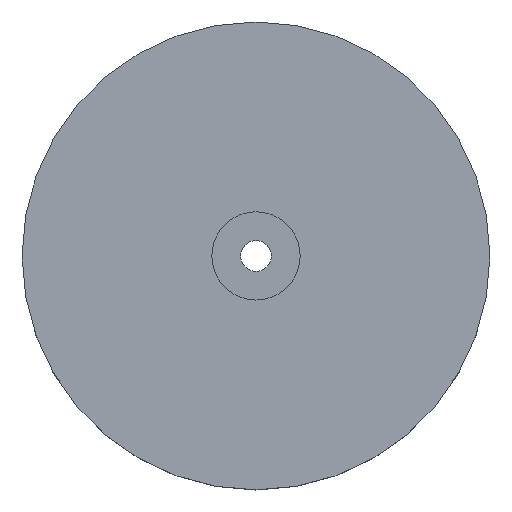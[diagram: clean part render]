
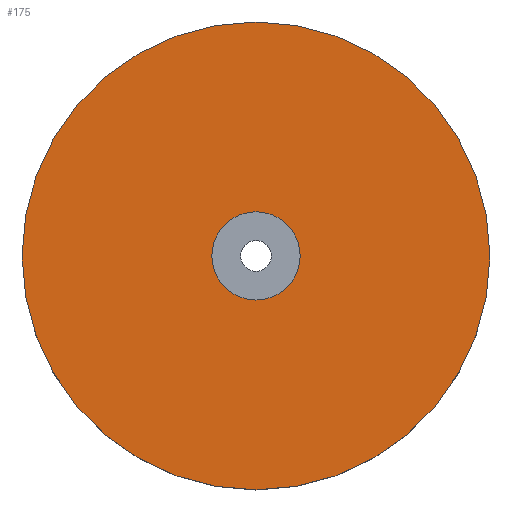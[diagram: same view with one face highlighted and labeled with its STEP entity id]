
A CAD part, top view. The second image highlights one B-rep face of the part: STEP entity #175.
In plain terms, the highlighted planar face has unit normal (0, 0, 1).
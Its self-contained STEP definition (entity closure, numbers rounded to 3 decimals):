
#13 = CIRCLE ( 'NONE', #409, 79.5 ) ;
#17 = PLANE ( 'NONE',  #126 ) ;
#20 = CARTESIAN_POINT ( 'NONE',  ( 0., 0., 30. ) ) ;
#31 = CARTESIAN_POINT ( 'NONE',  ( -79.5, 0., 30. ) ) ;
#38 = EDGE_LOOP ( 'NONE', ( #124, #142 ) ) ;
#59 = DIRECTION ( 'NONE',  ( 1., 0., 0. ) ) ;
#86 = DIRECTION ( 'NONE',  ( 0., 0., 1. ) ) ;
#90 = DIRECTION ( 'NONE',  ( 0., 0., 1. ) ) ;
#94 = CARTESIAN_POINT ( 'NONE',  ( 0., 0., 30. ) ) ;
#117 = VERTEX_POINT ( 'NONE', #302 ) ;
#120 = CARTESIAN_POINT ( 'NONE',  ( 79.5, 0., 30. ) ) ;
#124 = ORIENTED_EDGE ( 'NONE', *, *, #206, .F. ) ;
#126 = AXIS2_PLACEMENT_3D ( 'NONE', #20, #145, #242 ) ;
#138 = CIRCLE ( 'NONE', #355, 79.5 ) ;
#142 = ORIENTED_EDGE ( 'NONE', *, *, #194, .F. ) ;
#145 = DIRECTION ( 'NONE',  ( 0., 0., 1. ) ) ;
#147 = CARTESIAN_POINT ( 'NONE',  ( 0., 0., 30. ) ) ;
#153 = ORIENTED_EDGE ( 'NONE', *, *, #301, .T. ) ;
#175 = ADVANCED_FACE ( 'NONE', ( #303, #253 ), #17, .T. ) ;
#186 = CARTESIAN_POINT ( 'NONE',  ( 15., 0., 30. ) ) ;
#190 = AXIS2_PLACEMENT_3D ( 'NONE', #147, #86, #210 ) ;
#194 = EDGE_CURVE ( 'NONE', #281, #117, #353, .T. ) ;
#206 = EDGE_CURVE ( 'NONE', #117, #281, #365, .T. ) ;
#209 = AXIS2_PLACEMENT_3D ( 'NONE', #94, #90, #59 ) ;
#210 = DIRECTION ( 'NONE',  ( 1., 0., 0. ) ) ;
#215 = DIRECTION ( 'NONE',  ( 0., 0., 1. ) ) ;
#242 = DIRECTION ( 'NONE',  ( 1., 0., 0. ) ) ;
#249 = VERTEX_POINT ( 'NONE', #31 ) ;
#250 = DIRECTION ( 'NONE',  ( 1., 0., 0. ) ) ;
#251 = CARTESIAN_POINT ( 'NONE',  ( 0., 0., 30. ) ) ;
#253 = FACE_OUTER_BOUND ( 'NONE', #292, .T. ) ;
#281 = VERTEX_POINT ( 'NONE', #186 ) ;
#286 = DIRECTION ( 'NONE',  ( 1., 0., 0. ) ) ;
#292 = EDGE_LOOP ( 'NONE', ( #392, #153 ) ) ;
#301 = EDGE_CURVE ( 'NONE', #348, #249, #138, .T. ) ;
#302 = CARTESIAN_POINT ( 'NONE',  ( -15., 0., 30. ) ) ;
#303 = FACE_BOUND ( 'NONE', #38, .T. ) ;
#324 = EDGE_CURVE ( 'NONE', #249, #348, #13, .T. ) ;
#348 = VERTEX_POINT ( 'NONE', #120 ) ;
#353 = CIRCLE ( 'NONE', #190, 15. ) ;
#355 = AXIS2_PLACEMENT_3D ( 'NONE', #251, #404, #286 ) ;
#365 = CIRCLE ( 'NONE', #209, 15. ) ;
#373 = CARTESIAN_POINT ( 'NONE',  ( 0., 0., 30. ) ) ;
#392 = ORIENTED_EDGE ( 'NONE', *, *, #324, .T. ) ;
#404 = DIRECTION ( 'NONE',  ( 0., 0., 1. ) ) ;
#409 = AXIS2_PLACEMENT_3D ( 'NONE', #373, #215, #250 ) ;
